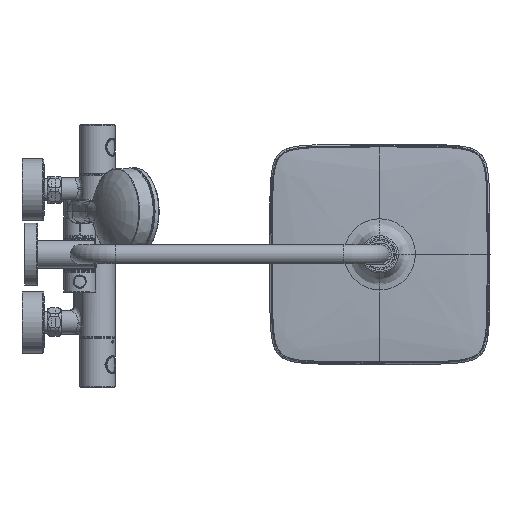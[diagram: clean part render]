
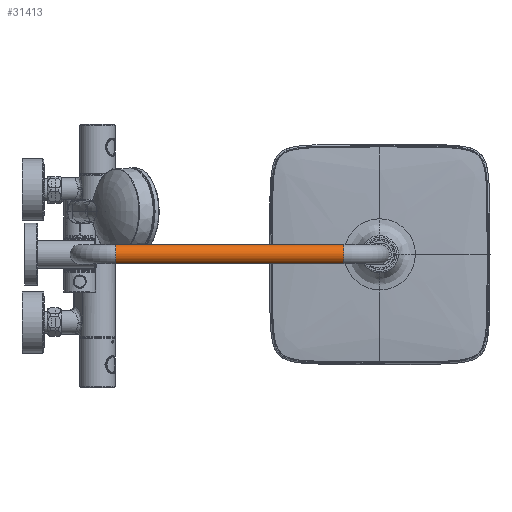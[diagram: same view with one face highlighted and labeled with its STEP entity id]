
A CAD part, top view. The second image highlights one B-rep face of the part: STEP entity #31413.
In plain terms, the highlighted cylindrical face has radius 11 mm (diameter 22 mm), a full revolution.
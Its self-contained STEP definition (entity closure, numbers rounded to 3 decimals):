
#8466=ORIENTED_EDGE('',*,*,#15502,.T.);
#8467=ORIENTED_EDGE('',*,*,#15503,.F.);
#15502=EDGE_CURVE('',#20114,#20114,#23924,.F.);
#15503=EDGE_CURVE('',#20115,#20115,#23925,.F.);
#20114=VERTEX_POINT('',#53425);
#20115=VERTEX_POINT('',#53428);
#23924=CIRCLE('',#37380,11.);
#23925=CIRCLE('',#37382,11.);
#24988=EDGE_LOOP('',(#8466));
#24989=EDGE_LOOP('',(#8467));
#27951=FACE_BOUND('',#24988,.T.);
#27952=FACE_BOUND('',#24989,.T.);
#30536=CYLINDRICAL_SURFACE('',#37381,11.);
#31413=ADVANCED_FACE('',(#27951,#27952),#30536,.T.);
#37380=AXIS2_PLACEMENT_3D('',#53424,#41355,#41356);
#37381=AXIS2_PLACEMENT_3D('',#53426,#41357,#41358);
#37382=AXIS2_PLACEMENT_3D('',#53427,#41359,#41360);
#41355=DIRECTION('',(1.,0.,0.));
#41356=DIRECTION('',(0.,0.,1.));
#41357=DIRECTION('',(1.,0.,0.));
#41358=DIRECTION('',(0.,0.,-1.));
#41359=DIRECTION('',(1.,0.,0.));
#41360=DIRECTION('',(0.,0.,1.));
#53424=CARTESIAN_POINT('',(299.5,0.,1107.978));
#53425=CARTESIAN_POINT('',(299.5,0.,1118.978));
#53426=CARTESIAN_POINT('',(40.5,0.,1107.978));
#53427=CARTESIAN_POINT('',(40.5,0.,1107.978));
#53428=CARTESIAN_POINT('',(40.5,0.,1118.978));
